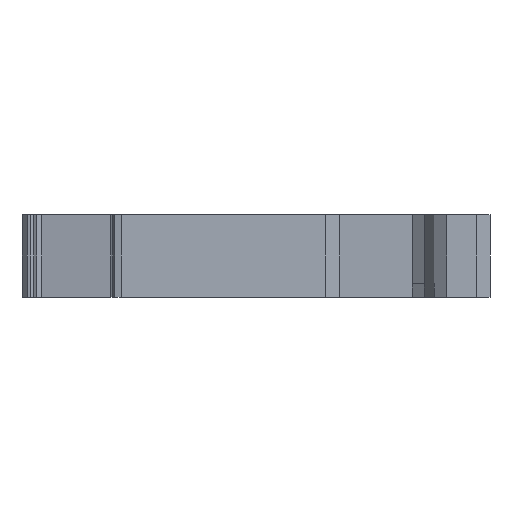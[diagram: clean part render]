
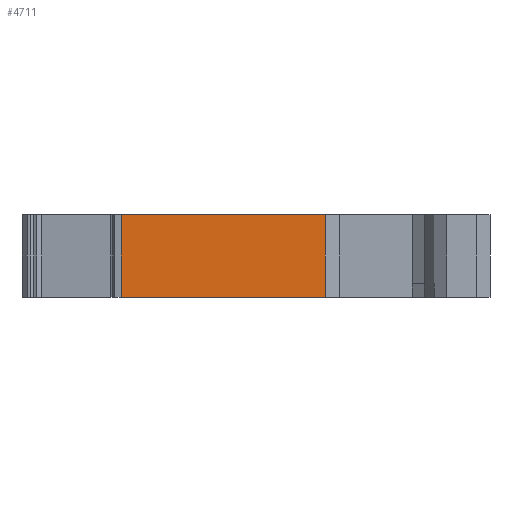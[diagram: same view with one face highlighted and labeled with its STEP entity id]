
A CAD part, left-side view. The second image highlights one B-rep face of the part: STEP entity #4711.
In plain terms, the highlighted free-form (B-spline) face has degree [1, 1] with [2, 2] control points.
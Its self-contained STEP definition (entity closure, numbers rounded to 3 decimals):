
#4325=CARTESIAN_POINT('',(180.253,152.387,0.));
#4326=VERTEX_POINT('',#4325);
#4327=CARTESIAN_POINT('',(180.253,152.387,-6.2));
#4328=VERTEX_POINT('',#4327);
#4329=CARTESIAN_POINT('',(180.253,152.387,0.));
#4330=CARTESIAN_POINT('',(180.253,152.387,-6.2));
#4331=B_SPLINE_CURVE_WITH_KNOTS('',1,(#4329,#4330),.POLYLINE_FORM.,.F.,.U.,(2,2),(0.,1.),.UNSPECIFIED.);
#4332=EDGE_CURVE('',#4326,#4328,#4331,.T.);
#4368=CARTESIAN_POINT('',(180.253,167.704,-6.2));
#4369=VERTEX_POINT('',#4368);
#4376=CARTESIAN_POINT('',(180.253,167.704,0.));
#4377=VERTEX_POINT('',#4376);
#4378=CARTESIAN_POINT('',(180.253,167.704,0.));
#4379=CARTESIAN_POINT('',(180.253,167.704,-6.2));
#4380=B_SPLINE_CURVE_WITH_KNOTS('',1,(#4378,#4379),.POLYLINE_FORM.,.F.,.U.,(2,2),(0.,1.),.UNSPECIFIED.);
#4381=EDGE_CURVE('',#4377,#4369,#4380,.T.);
#4441=CARTESIAN_POINT('',(180.253,167.703,-6.2));
#4442=VERTEX_POINT('',#4441);
#4443=CARTESIAN_POINT('',(180.253,167.703,-6.2));
#4444=CARTESIAN_POINT('',(180.253,152.387,-6.2));
#4445=B_SPLINE_CURVE_WITH_KNOTS('',1,(#4443,#4444),.POLYLINE_FORM.,.F.,.U.,(2,2),(0.,1.),.UNSPECIFIED.);
#4446=EDGE_CURVE('',#4442,#4328,#4445,.T.);
#4448=CARTESIAN_POINT('',(180.253,167.704,-6.2));
#4449=CARTESIAN_POINT('',(180.253,167.703,-6.2));
#4450=CARTESIAN_POINT('',(180.253,167.703,-6.2));
#4451=(BOUNDED_CURVE()B_SPLINE_CURVE(2,(#4448,#4449,#4450),.CIRCULAR_ARC.,.F.,.U.)B_SPLINE_CURVE_WITH_KNOTS((3,3),(0.207,0.215),.UNSPECIFIED.)CURVE()GEOMETRIC_REPRESENTATION_ITEM()RATIONAL_B_SPLINE_CURVE((0.972,0.971,0.971))REPRESENTATION_ITEM(''));
#4452=EDGE_CURVE('',#4369,#4442,#4451,.T.);
#4681=CARTESIAN_POINT('',(180.253,167.704,0.));
#4682=VERTEX_POINT('',#4681);
#4683=CARTESIAN_POINT('',(180.253,167.704,0.));
#4684=CARTESIAN_POINT('',(180.253,167.704,0.));
#4685=CARTESIAN_POINT('',(180.253,167.704,0.));
#4686=(BOUNDED_CURVE()B_SPLINE_CURVE(2,(#4683,#4684,#4685),.CIRCULAR_ARC.,.F.,.U.)B_SPLINE_CURVE_WITH_KNOTS((3,3),(0.793,0.793),.UNSPECIFIED.)CURVE()GEOMETRIC_REPRESENTATION_ITEM()RATIONAL_B_SPLINE_CURVE((0.972,0.972,0.972))REPRESENTATION_ITEM(''));
#4687=EDGE_CURVE('',#4682,#4377,#4686,.T.);
#4689=CARTESIAN_POINT('',(180.253,167.704,0.));
#4690=CARTESIAN_POINT('',(180.253,152.387,0.));
#4691=B_SPLINE_CURVE_WITH_KNOTS('',1,(#4689,#4690),.POLYLINE_FORM.,.F.,.U.,(2,2),(0.,1.),.UNSPECIFIED.);
#4692=EDGE_CURVE('',#4682,#4326,#4691,.T.);
#4698=CARTESIAN_POINT('',(180.253,167.704,0.));
#4699=CARTESIAN_POINT('',(180.253,167.704,-6.2));
#4700=CARTESIAN_POINT('',(180.253,152.387,0.));
#4701=CARTESIAN_POINT('',(180.253,152.387,-6.2));
#4702=B_SPLINE_SURFACE_WITH_KNOTS('',1,1,((#4698,#4699),(#4700,#4701)),.PLANE_SURF.,.F.,.F.,.U.,(2,2),(2,2),(0.,1.),(0.,1.),.UNSPECIFIED.);
#4703=ORIENTED_EDGE('',*,*,#4687,.F.);
#4704=ORIENTED_EDGE('',*,*,#4692,.T.);
#4705=ORIENTED_EDGE('',*,*,#4332,.T.);
#4706=ORIENTED_EDGE('',*,*,#4446,.F.);
#4707=ORIENTED_EDGE('',*,*,#4452,.F.);
#4708=ORIENTED_EDGE('',*,*,#4381,.F.);
#4709=EDGE_LOOP('',(#4703,#4704,#4705,#4706,#4707,#4708));
#4710=FACE_OUTER_BOUND('',#4709,.F.);
#4711=ADVANCED_FACE('',(#4710),#4702,.F.);
